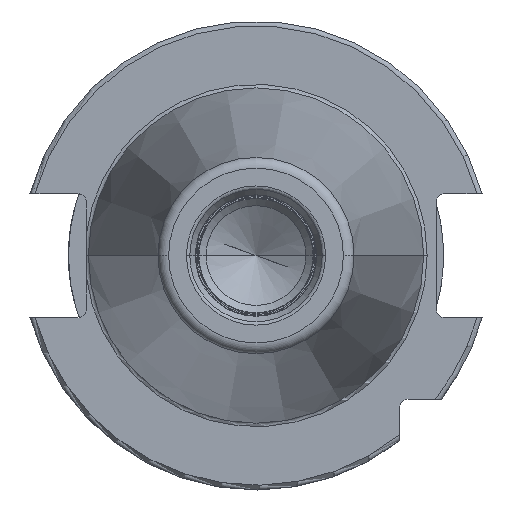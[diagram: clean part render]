
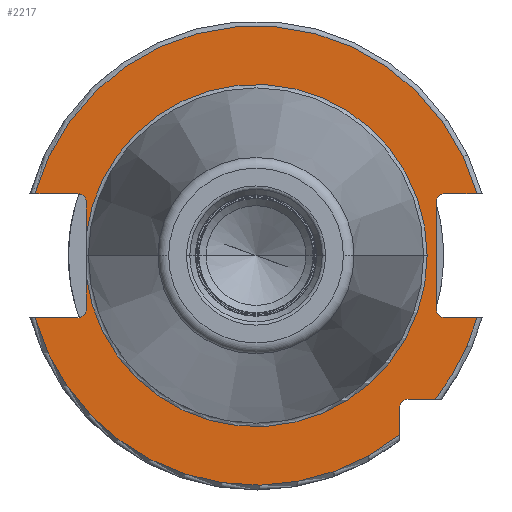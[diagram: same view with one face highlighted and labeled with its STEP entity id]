
A CAD part, left-side view. The second image highlights one B-rep face of the part: STEP entity #2217.
In plain terms, the highlighted planar face has unit normal (-1, 0, 0).
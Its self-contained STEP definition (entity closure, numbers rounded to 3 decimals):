
#105=CARTESIAN_POINT('',(3.2,35.3,-4.415));
#117=CARTESIAN_POINT('',(3.2,0.,0.));
#118=DIRECTION('',(-1.,0.,0.));
#119=DIRECTION('',(0.,0.992,-0.124));
#120=AXIS2_PLACEMENT_3D('',#117,#118,#119);
#142=CARTESIAN_POINT('',(3.2,37.05,-11.15));
#143=DIRECTION('',(1.,0.,0.));
#144=DIRECTION('',(0.,-1.,0.));
#145=AXIS2_PLACEMENT_3D('',#142,#143,#144);
#251=CARTESIAN_POINT('',(3.2,-39.25,11.15));
#252=DIRECTION('',(1.,0.,0.));
#253=DIRECTION('',(0.,1.,0.));
#254=AXIS2_PLACEMENT_3D('',#251,#252,#253);
#256=DIRECTION('',(0.,1.,0.));
#257=VECTOR('',#256,6.711);
#258=CARTESIAN_POINT('',(3.2,-45.961,12.9));
#259=LINE('',#258,#257);
#260=DIRECTION('',(0.,0.,1.));
#261=VECTOR('',#260,22.3);
#262=CARTESIAN_POINT('',(3.2,-37.5,-11.15));
#263=LINE('',#262,#261);
#264=DIRECTION('',(0.,1.,0.));
#265=VECTOR('',#264,6.711);
#266=CARTESIAN_POINT('',(3.2,-45.961,-12.9));
#267=LINE('',#266,#265);
#268=CARTESIAN_POINT('',(3.2,0.,0.));
#269=DIRECTION('',(-1.,0.,0.));
#270=DIRECTION('',(0.,-0.78,-0.625));
#271=AXIS2_PLACEMENT_3D('',#268,#269,#270);
#273=DIRECTION('',(0.,-1.,0.));
#274=VECTOR('',#273,5.654);
#275=CARTESIAN_POINT('',(3.2,-31.6,-29.85));
#276=LINE('',#275,#274);
#277=DIRECTION('',(0.,0.,1.));
#278=VECTOR('',#277,5.654);
#279=CARTESIAN_POINT('',(3.2,-29.85,-37.254));
#280=LINE('',#279,#278);
#281=CARTESIAN_POINT('',(3.2,0.,0.));
#282=DIRECTION('',(-1.,0.,0.));
#283=DIRECTION('',(0.,0.963,-0.27));
#284=AXIS2_PLACEMENT_3D('',#281,#282,#283);
#286=DIRECTION('',(0.,-1.,0.));
#287=VECTOR('',#286,8.911);
#288=CARTESIAN_POINT('',(3.2,45.961,-12.9));
#289=LINE('',#288,#287);
#290=DIRECTION('',(0.,0.,-1.));
#291=VECTOR('',#290,6.735);
#292=CARTESIAN_POINT('',(3.2,35.3,-4.415));
#293=LINE('',#292,#291);
#294=DIRECTION('',(0.,0.,-1.));
#295=VECTOR('',#294,6.735);
#296=CARTESIAN_POINT('',(3.2,35.3,11.15));
#297=LINE('',#296,#295);
#298=DIRECTION('',(0.,-1.,0.));
#299=VECTOR('',#298,8.911);
#300=CARTESIAN_POINT('',(3.2,45.961,12.9));
#301=LINE('',#300,#299);
#302=CARTESIAN_POINT('',(3.2,0.,0.));
#303=DIRECTION('',(1.,0.,0.));
#304=DIRECTION('',(0.,0.963,0.27));
#305=AXIS2_PLACEMENT_3D('',#302,#303,#304);
#320=CARTESIAN_POINT('',(3.2,45.961,12.9));
#327=CARTESIAN_POINT('',(3.2,-45.961,12.9));
#578=CARTESIAN_POINT('',(3.2,45.961,-12.9));
#613=CARTESIAN_POINT('',(3.2,-45.961,-12.9));
#620=CARTESIAN_POINT('',(3.2,-37.254,-29.85));
#640=CARTESIAN_POINT('',(3.2,-31.6,-31.6));
#641=DIRECTION('',(1.,0.,0.));
#642=DIRECTION('',(0.,1.,0.));
#643=AXIS2_PLACEMENT_3D('',#640,#641,#642);
#748=CARTESIAN_POINT('',(3.2,-39.25,-11.15));
#749=DIRECTION('',(1.,0.,0.));
#750=DIRECTION('',(0.,0.,-1.));
#751=AXIS2_PLACEMENT_3D('',#748,#749,#750);
#987=CARTESIAN_POINT('',(3.2,37.05,11.15));
#988=DIRECTION('',(1.,0.,0.));
#989=DIRECTION('',(0.,0.,1.));
#990=AXIS2_PLACEMENT_3D('',#987,#988,#989);
#992=CARTESIAN_POINT('',(3.2,35.3,4.415));
#1003=CARTESIAN_POINT('',(3.2,0.,0.));
#1004=DIRECTION('',(1.,0.,0.));
#1005=DIRECTION('',(0.,0.992,0.124));
#1006=AXIS2_PLACEMENT_3D('',#1003,#1004,#1005);
#1602=CARTESIAN_POINT('',(3.2,-35.575,0.));
#1604=VERTEX_POINT('',#1602);
#1728=VERTEX_POINT('',#992);
#1730=VERTEX_POINT('',#105);
#1733=VERTEX_POINT('',#320);
#1734=VERTEX_POINT('',#327);
#1737=VERTEX_POINT('',#578);
#1738=VERTEX_POINT('',#613);
#1761=CARTESIAN_POINT('',(3.2,-29.85,-37.254));
#1762=VERTEX_POINT('',#1761);
#1764=CARTESIAN_POINT('',(3.2,-37.5,-11.15));
#1766=VERTEX_POINT('',#1764);
#1768=CARTESIAN_POINT('',(3.2,-39.25,-12.9));
#1770=VERTEX_POINT('',#1768);
#1772=CARTESIAN_POINT('',(3.2,-39.25,12.9));
#1774=VERTEX_POINT('',#1772);
#1776=CARTESIAN_POINT('',(3.2,37.05,-12.9));
#1778=VERTEX_POINT('',#1776);
#1779=CARTESIAN_POINT('',(3.2,37.05,12.9));
#1780=VERTEX_POINT('',#1779);
#1781=CARTESIAN_POINT('',(3.2,35.3,11.15));
#1782=VERTEX_POINT('',#1781);
#1783=CARTESIAN_POINT('',(3.2,35.3,-11.15));
#1784=VERTEX_POINT('',#1783);
#1785=CARTESIAN_POINT('',(3.2,-37.5,11.15));
#1786=VERTEX_POINT('',#1785);
#1791=CARTESIAN_POINT('',(3.2,-29.85,-31.6));
#1792=CARTESIAN_POINT('',(3.2,-31.6,-29.85));
#1793=VERTEX_POINT('',#1791);
#1794=VERTEX_POINT('',#1792);
#1849=VERTEX_POINT('',#620);
#2178=CARTESIAN_POINT('',(3.2,0.,0.));
#2179=DIRECTION('',(1.,0.,0.));
#2180=DIRECTION('',(0.,-1.,0.));
#2181=AXIS2_PLACEMENT_3D('',#2178,#2179,#2180);
#2182=PLANE('',#2181);
#2184=ORIENTED_EDGE('',*,*,#2183,.T.);
#2185=ORIENTED_EDGE('',*,*,#2171,.F.);
#2186=ORIENTED_EDGE('',*,*,#2159,.F.);
#2188=ORIENTED_EDGE('',*,*,#2187,.F.);
#2190=ORIENTED_EDGE('',*,*,#2189,.F.);
#2192=ORIENTED_EDGE('',*,*,#2191,.F.);
#2194=ORIENTED_EDGE('',*,*,#2193,.F.);
#2196=ORIENTED_EDGE('',*,*,#2195,.F.);
#2198=ORIENTED_EDGE('',*,*,#2197,.F.);
#2200=ORIENTED_EDGE('',*,*,#2199,.F.);
#2202=ORIENTED_EDGE('',*,*,#2201,.T.);
#2203=ORIENTED_EDGE('',*,*,#2067,.F.);
#2204=ORIENTED_EDGE('',*,*,#2054,.F.);
#2205=ORIENTED_EDGE('',*,*,#2023,.T.);
#2207=ORIENTED_EDGE('',*,*,#2206,.F.);
#2208=ORIENTED_EDGE('',*,*,#2049,.F.);
#2210=ORIENTED_EDGE('',*,*,#2209,.F.);
#2212=ORIENTED_EDGE('',*,*,#2211,.F.);
#2214=ORIENTED_EDGE('',*,*,#2213,.T.);
#2215=EDGE_LOOP('',(#2184,#2185,#2186,#2188,#2190,#2192,#2194,#2196,#2198,#2200,
#2202,#2203,#2204,#2205,#2207,#2208,#2210,#2212,#2214));
#2216=FACE_OUTER_BOUND('',#2215,.F.);
#2217=ADVANCED_FACE('',(#2216),#2182,.F.);
#121=CIRCLE('',#120,35.575);
#146=CIRCLE('',#145,1.75);
#255=CIRCLE('',#254,1.75);
#272=CIRCLE('',#271,47.738);
#285=CIRCLE('',#284,47.738);
#306=CIRCLE('',#305,47.738);
#644=CIRCLE('',#643,1.75);
#752=CIRCLE('',#751,1.75);
#991=CIRCLE('',#990,1.75);
#1007=CIRCLE('',#1006,35.575);
#2023=EDGE_CURVE('',#1730,#1604,#121,.T.);
#2049=EDGE_CURVE('',#1782,#1728,#297,.T.);
#2054=EDGE_CURVE('',#1730,#1784,#293,.T.);
#2067=EDGE_CURVE('',#1784,#1778,#146,.T.);
#2159=EDGE_CURVE('',#1766,#1786,#263,.T.);
#2171=EDGE_CURVE('',#1786,#1774,#255,.T.);
#2183=EDGE_CURVE('',#1734,#1774,#259,.T.);
#2187=EDGE_CURVE('',#1770,#1766,#752,.T.);
#2189=EDGE_CURVE('',#1738,#1770,#267,.T.);
#2191=EDGE_CURVE('',#1849,#1738,#272,.T.);
#2193=EDGE_CURVE('',#1794,#1849,#276,.T.);
#2195=EDGE_CURVE('',#1793,#1794,#644,.T.);
#2197=EDGE_CURVE('',#1762,#1793,#280,.T.);
#2199=EDGE_CURVE('',#1737,#1762,#285,.T.);
#2201=EDGE_CURVE('',#1737,#1778,#289,.T.);
#2206=EDGE_CURVE('',#1728,#1604,#1007,.T.);
#2209=EDGE_CURVE('',#1780,#1782,#991,.T.);
#2211=EDGE_CURVE('',#1733,#1780,#301,.T.);
#2213=EDGE_CURVE('',#1733,#1734,#306,.T.);
